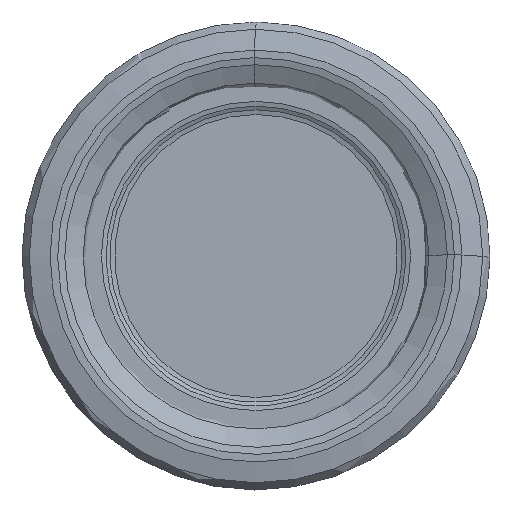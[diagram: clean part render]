
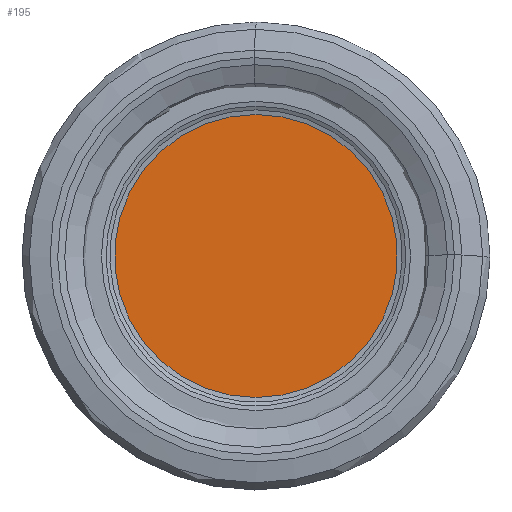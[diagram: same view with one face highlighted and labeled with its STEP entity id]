
A CAD part, left-side view. The second image highlights one B-rep face of the part: STEP entity #195.
In plain terms, the highlighted planar face has unit normal (-1, 0, 0).
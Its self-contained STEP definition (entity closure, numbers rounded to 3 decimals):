
#195=ADVANCED_FACE('',(#253),#247,.F.);
#247=PLANE('',#711);
#253=FACE_OUTER_BOUND('',#285,.T.);
#285=EDGE_LOOP('',(#357));
#357=ORIENTED_EDGE('',*,*,#570,.T.);
#519=VERTEX_POINT('',#974);
#570=EDGE_CURVE('',#519,#519,#651,.T.);
#651=CIRCLE('',#710,30.232);
#710=AXIS2_PLACEMENT_3D('',#973,#791,#792);
#711=AXIS2_PLACEMENT_3D('',#975,#793,#794);
#791=DIRECTION('',(-1.,0.,0.));
#792=DIRECTION('',(0.,0.,1.));
#793=DIRECTION('',(1.,0.,0.));
#794=DIRECTION('',(0.,0.,-1.));
#973=CARTESIAN_POINT('',(4.5,0.,0.));
#974=CARTESIAN_POINT('',(4.5,0.,30.232));
#975=CARTESIAN_POINT('',(4.5,30.232,0.));
